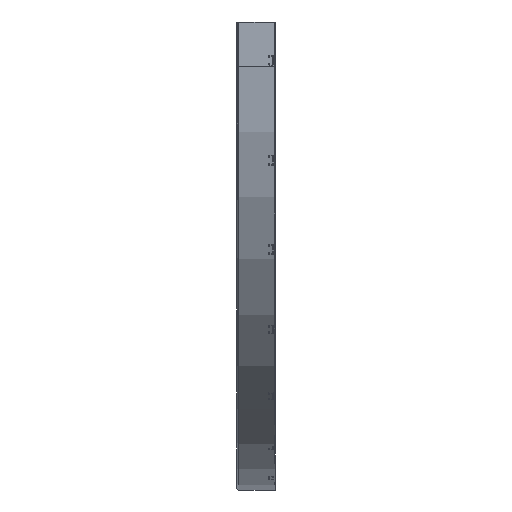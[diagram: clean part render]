
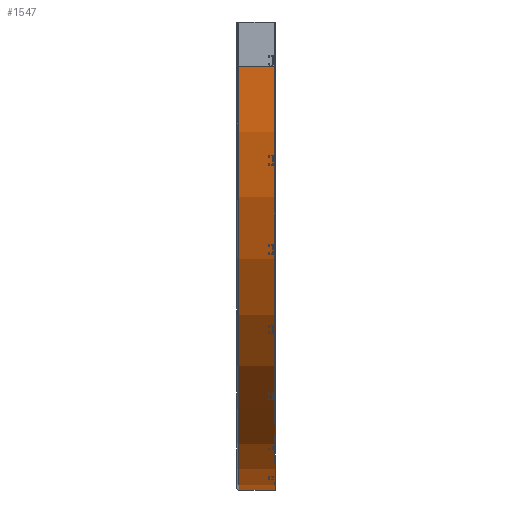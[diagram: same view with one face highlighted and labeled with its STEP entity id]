
A CAD part, left-side view. The second image highlights one B-rep face of the part: STEP entity #1547.
In plain terms, the highlighted cylindrical face has radius 1200 mm (diameter 2400 mm), a partial arc.
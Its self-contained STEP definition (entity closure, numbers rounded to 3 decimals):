
#35 = CIRCLE ( 'NONE', #896, 1200. ) ;
#138 = DIRECTION ( 'NONE',  ( 0., 0., 1. ) ) ;
#171 = LINE ( 'NONE', #1697, #2142 ) ;
#263 = VERTEX_POINT ( 'NONE', #2321 ) ;
#469 = ORIENTED_EDGE ( 'NONE', *, *, #578, .T. ) ;
#545 = DIRECTION ( 'NONE',  ( 0., 1., 0. ) ) ;
#578 = EDGE_CURVE ( 'NONE', #1249, #1876, #171, .T. ) ;
#606 = FACE_OUTER_BOUND ( 'NONE', #1427, .T. ) ;
#689 = ORIENTED_EDGE ( 'NONE', *, *, #3130, .F. ) ;
#865 = CARTESIAN_POINT ( 'NONE',  ( -1200., 104., -125. ) ) ;
#896 = AXIS2_PLACEMENT_3D ( 'NONE', #865, #2587, #1123 ) ;
#1074 = AXIS2_PLACEMENT_3D ( 'NONE', #3065, #1614, #138 ) ;
#1123 = DIRECTION ( 'NONE',  ( 1., 0., 0. ) ) ;
#1179 = CIRCLE ( 'NONE', #1074, 1200. ) ;
#1249 = VERTEX_POINT ( 'NONE', #2933 ) ;
#1427 = EDGE_LOOP ( 'NONE', ( #689, #2323, #1535, #469 ) ) ;
#1535 = ORIENTED_EDGE ( 'NONE', *, *, #3138, .T. ) ;
#1547 = ADVANCED_FACE ( 'NONE', ( #606 ), #1845, .T. ) ;
#1598 = CARTESIAN_POINT ( 'NONE',  ( 0., 0., -125. ) ) ;
#1614 = DIRECTION ( 'NONE',  ( 0., 1., 0. ) ) ;
#1634 = CARTESIAN_POINT ( 'NONE',  ( -1200., 0., -125. ) ) ;
#1697 = CARTESIAN_POINT ( 'NONE',  ( -1200., 0., -1325. ) ) ;
#1845 = CYLINDRICAL_SURFACE ( 'NONE', #2432, 1200. ) ;
#1876 = VERTEX_POINT ( 'NONE', #2019 ) ;
#2019 = CARTESIAN_POINT ( 'NONE',  ( -1200., 104., -1325. ) ) ;
#2099 = EDGE_CURVE ( 'NONE', #263, #2926, #2971, .T. ) ;
#2142 = VECTOR ( 'NONE', #545, 1000. ) ;
#2321 = CARTESIAN_POINT ( 'NONE',  ( 0., 0., -125. ) ) ;
#2323 = ORIENTED_EDGE ( 'NONE', *, *, #2099, .F. ) ;
#2338 = VECTOR ( 'NONE', #2586, 1000. ) ;
#2432 = AXIS2_PLACEMENT_3D ( 'NONE', #1634, #2610, #3091 ) ;
#2586 = DIRECTION ( 'NONE',  ( 0., 1., 0. ) ) ;
#2587 = DIRECTION ( 'NONE',  ( 0., 1., 0. ) ) ;
#2610 = DIRECTION ( 'NONE',  ( 0., 1., 0. ) ) ;
#2747 = CARTESIAN_POINT ( 'NONE',  ( 0., 104., -125. ) ) ;
#2926 = VERTEX_POINT ( 'NONE', #2747 ) ;
#2933 = CARTESIAN_POINT ( 'NONE',  ( -1200., 0., -1325. ) ) ;
#2971 = LINE ( 'NONE', #1598, #2338 ) ;
#3065 = CARTESIAN_POINT ( 'NONE',  ( -1200., 0., -125. ) ) ;
#3091 = DIRECTION ( 'NONE',  ( 0., 0., 1. ) ) ;
#3130 = EDGE_CURVE ( 'NONE', #2926, #1876, #35, .T. ) ;
#3138 = EDGE_CURVE ( 'NONE', #263, #1249, #1179, .T. ) ;
